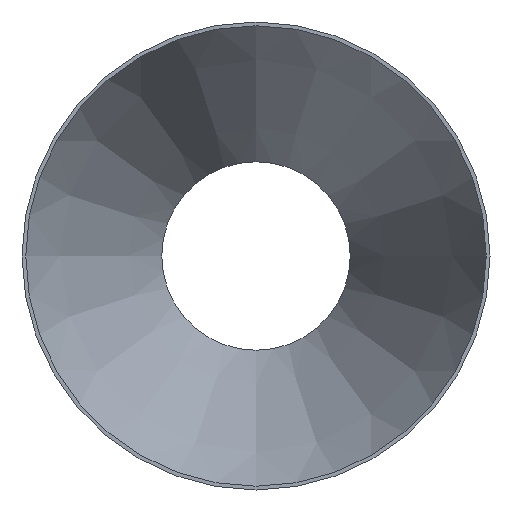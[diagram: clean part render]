
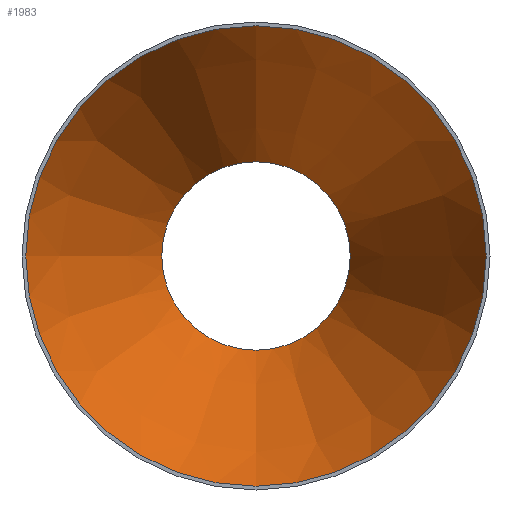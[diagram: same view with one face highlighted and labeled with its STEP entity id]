
A CAD part, front view. The second image highlights one B-rep face of the part: STEP entity #1983.
In plain terms, the highlighted conical face has half-angle 24.027 degrees and reference radius 134.31 mm.
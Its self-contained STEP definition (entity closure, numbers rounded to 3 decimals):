
#1983 = ADVANCED_FACE ( 'NONE', ( #4087, #2156 ), #21011, .F. ) ;
#2156 = FACE_OUTER_BOUND ( 'NONE', #10109, .T. ) ;
#2283 = CARTESIAN_POINT ( 'NONE',  ( 0., 178., 0. ) ) ;
#2537 = DIRECTION ( 'NONE',  ( 0., -1., 0. ) ) ;
#3998 = CARTESIAN_POINT ( 'NONE',  ( 0., 0., -134.31 ) ) ;
#4032 = CARTESIAN_POINT ( 'NONE',  ( 0., 0., 0. ) ) ;
#4087 = FACE_BOUND ( 'NONE', #12217, .T. ) ;
#4434 = ORIENTED_EDGE ( 'NONE', *, *, #17206, .T. ) ;
#4856 = ORIENTED_EDGE ( 'NONE', *, *, #20664, .F. ) ;
#5966 = DIRECTION ( 'NONE',  ( 0., -1., 0. ) ) ;
#8446 = CIRCLE ( 'NONE', #25044, 54.96 ) ;
#10109 = EDGE_LOOP ( 'NONE', ( #4434 ) ) ;
#10285 = CARTESIAN_POINT ( 'NONE',  ( 0., 0., 0. ) ) ;
#11057 = CIRCLE ( 'NONE', #13136, 134.31 ) ;
#12217 = EDGE_LOOP ( 'NONE', ( #4856 ) ) ;
#13136 = AXIS2_PLACEMENT_3D ( 'NONE', #4032, #5966, #13628 ) ;
#13628 = DIRECTION ( 'NONE',  ( 0., 0., -1. ) ) ;
#16164 = CARTESIAN_POINT ( 'NONE',  ( 0., 178., -54.96 ) ) ;
#17206 = EDGE_CURVE ( 'NONE', #24168, #24168, #11057, .T. ) ;
#17703 = DIRECTION ( 'NONE',  ( 0., -1., 0. ) ) ;
#20664 = EDGE_CURVE ( 'NONE', #21884, #21884, #8446, .T. ) ;
#21011 = CONICAL_SURFACE ( 'NONE', #24278, 134.31, 0.419 ) ;
#21707 = DIRECTION ( 'NONE',  ( 0., 0., -1. ) ) ;
#21884 = VERTEX_POINT ( 'NONE', #16164 ) ;
#22091 = DIRECTION ( 'NONE',  ( 0., 0., -1. ) ) ;
#24168 = VERTEX_POINT ( 'NONE', #3998 ) ;
#24278 = AXIS2_PLACEMENT_3D ( 'NONE', #10285, #2537, #21707 ) ;
#25044 = AXIS2_PLACEMENT_3D ( 'NONE', #2283, #17703, #22091 ) ;
